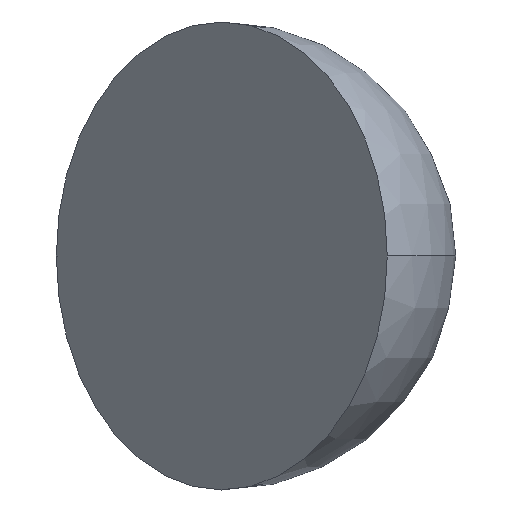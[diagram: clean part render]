
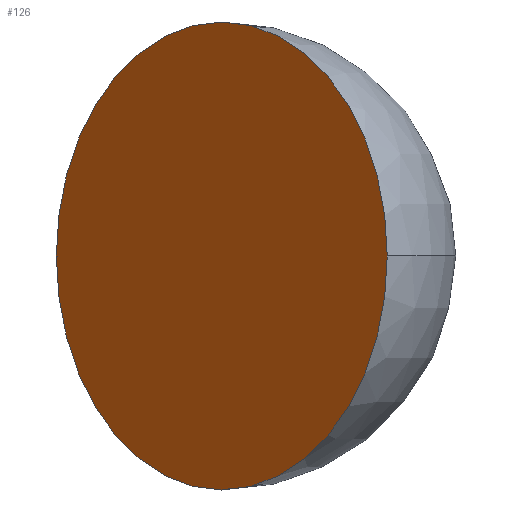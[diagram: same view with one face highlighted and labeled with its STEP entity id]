
A CAD part, front view. The second image highlights one B-rep face of the part: STEP entity #126.
In plain terms, the highlighted planar face has unit normal (-0.707, -0.707, 0).
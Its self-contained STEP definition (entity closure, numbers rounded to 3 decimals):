
#4 = FACE_OUTER_BOUND ( 'NONE', #74, .T. ) ;
#61 = CIRCLE ( 'NONE', #397, 15. ) ;
#70 = VERTEX_POINT ( 'NONE', #239 ) ;
#74 = EDGE_LOOP ( 'NONE', ( #155, #160 ) ) ;
#94 = DIRECTION ( 'NONE',  ( 0.707, 0.707, 0. ) ) ;
#124 = EDGE_CURVE ( 'NONE', #385, #70, #335, .T. ) ;
#126 = ADVANCED_FACE ( 'NONE', ( #4 ), #318, .T. ) ;
#150 = CARTESIAN_POINT ( 'NONE',  ( 0., 0., 0. ) ) ;
#155 = ORIENTED_EDGE ( 'NONE', *, *, #435, .F. ) ;
#160 = ORIENTED_EDGE ( 'NONE', *, *, #124, .F. ) ;
#174 = CARTESIAN_POINT ( 'NONE',  ( 0., 0., -15. ) ) ;
#198 = DIRECTION ( 'NONE',  ( 0.707, -0.707, 0. ) ) ;
#233 = AXIS2_PLACEMENT_3D ( 'NONE', #174, #410, #314 ) ;
#239 = CARTESIAN_POINT ( 'NONE',  ( -10.607, 10.607, 0. ) ) ;
#314 = DIRECTION ( 'NONE',  ( 0.707, -0.707, 0. ) ) ;
#316 = CARTESIAN_POINT ( 'NONE',  ( 0., 0., 0. ) ) ;
#318 = PLANE ( 'NONE',  #233 ) ;
#335 = CIRCLE ( 'NONE', #414, 15. ) ;
#356 = CARTESIAN_POINT ( 'NONE',  ( 10.607, -10.607, 0. ) ) ;
#377 = DIRECTION ( 'NONE',  ( 0.707, -0.707, 0. ) ) ;
#385 = VERTEX_POINT ( 'NONE', #356 ) ;
#394 = DIRECTION ( 'NONE',  ( 0.707, 0.707, 0. ) ) ;
#397 = AXIS2_PLACEMENT_3D ( 'NONE', #150, #394, #198 ) ;
#410 = DIRECTION ( 'NONE',  ( -0.707, -0.707, 0. ) ) ;
#414 = AXIS2_PLACEMENT_3D ( 'NONE', #316, #94, #377 ) ;
#435 = EDGE_CURVE ( 'NONE', #70, #385, #61, .T. ) ;
